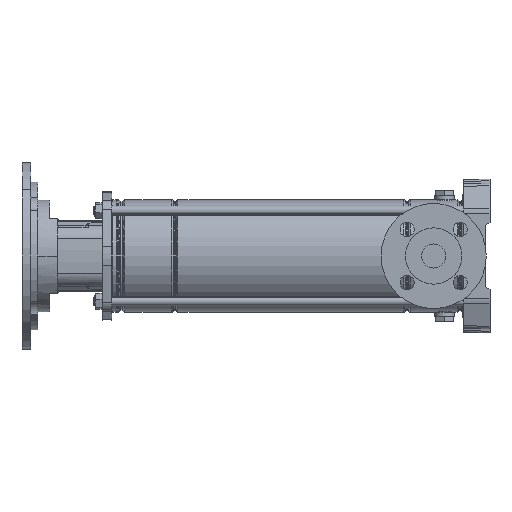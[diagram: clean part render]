
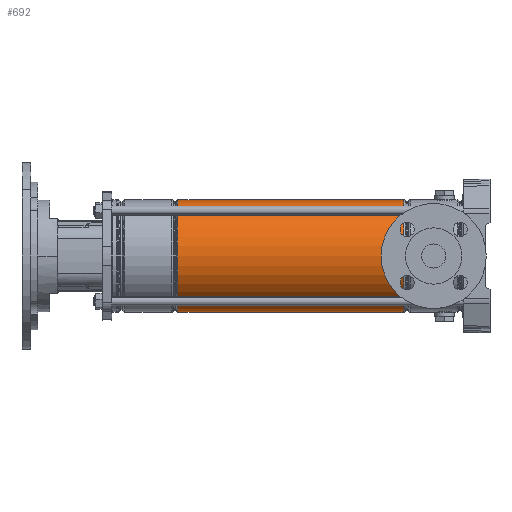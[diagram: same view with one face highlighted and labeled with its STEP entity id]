
A CAD part, left-side view. The second image highlights one B-rep face of the part: STEP entity #692.
In plain terms, the highlighted cylindrical face has radius 74.9 mm (diameter 149.8 mm), a partial arc.
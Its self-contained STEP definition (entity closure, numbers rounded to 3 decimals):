
#546 = CIRCLE ( 'NONE', #25613, 74.9 ) ;
#692 = ADVANCED_FACE ( 'NONE', ( #1986 ), #25106, .T. ) ;
#1816 = EDGE_CURVE ( 'NONE', #19005, #18832, #546, .T. ) ;
#1986 = FACE_OUTER_BOUND ( 'NONE', #27349, .T. ) ;
#2139 = DIRECTION ( 'NONE',  ( -1., 0., 0. ) ) ;
#2438 = EDGE_CURVE ( 'NONE', #28906, #16497, #12105, .T. ) ;
#2953 = AXIS2_PLACEMENT_3D ( 'NONE', #16815, #5629, #14851 ) ;
#4404 = CARTESIAN_POINT ( 'NONE',  ( 0., 0., 0. ) ) ;
#5323 = CARTESIAN_POINT ( 'NONE',  ( 74.9, 0., 87.279 ) ) ;
#5629 = DIRECTION ( 'NONE',  ( 0., 0., 1. ) ) ;
#6823 = DIRECTION ( 'NONE',  ( 0., 0., -1. ) ) ;
#6990 = ORIENTED_EDGE ( 'NONE', *, *, #15838, .F. ) ;
#7033 = DIRECTION ( 'NONE',  ( 0., 0., -1. ) ) ;
#7225 = CARTESIAN_POINT ( 'NONE',  ( -74.9, 0., 388.221 ) ) ;
#8378 = ORIENTED_EDGE ( 'NONE', *, *, #2438, .T. ) ;
#10065 = ORIENTED_EDGE ( 'NONE', *, *, #27492, .T. ) ;
#10345 = LINE ( 'NONE', #21567, #19276 ) ;
#11138 = CARTESIAN_POINT ( 'NONE',  ( 74.9, 0., 388.221 ) ) ;
#11498 = CARTESIAN_POINT ( 'NONE',  ( 74.9, 0., 0. ) ) ;
#12105 = CIRCLE ( 'NONE', #2953, 74.9 ) ;
#14613 = ORIENTED_EDGE ( 'NONE', *, *, #1816, .T. ) ;
#14851 = DIRECTION ( 'NONE',  ( 1., 0., 0. ) ) ;
#15838 = EDGE_CURVE ( 'NONE', #19005, #16497, #10345, .T. ) ;
#16497 = VERTEX_POINT ( 'NONE', #19772 ) ;
#16815 = CARTESIAN_POINT ( 'NONE',  ( 0., 0., 87.279 ) ) ;
#18511 = DIRECTION ( 'NONE',  ( 1., 0., 0. ) ) ;
#18832 = VERTEX_POINT ( 'NONE', #11138 ) ;
#19005 = VERTEX_POINT ( 'NONE', #7225 ) ;
#19276 = VECTOR ( 'NONE', #28640, 1000. ) ;
#19772 = CARTESIAN_POINT ( 'NONE',  ( -74.9, 0., 87.279 ) ) ;
#20749 = DIRECTION ( 'NONE',  ( 0., 0., -1. ) ) ;
#20962 = CARTESIAN_POINT ( 'NONE',  ( 0., 0., 388.221 ) ) ;
#21567 = CARTESIAN_POINT ( 'NONE',  ( -74.9, 0., 0. ) ) ;
#23488 = LINE ( 'NONE', #11498, #24235 ) ;
#24235 = VECTOR ( 'NONE', #20749, 1000. ) ;
#25106 = CYLINDRICAL_SURFACE ( 'NONE', #25932, 74.9 ) ;
#25613 = AXIS2_PLACEMENT_3D ( 'NONE', #20962, #7033, #18511 ) ;
#25932 = AXIS2_PLACEMENT_3D ( 'NONE', #4404, #6823, #2139 ) ;
#27349 = EDGE_LOOP ( 'NONE', ( #14613, #10065, #8378, #6990 ) ) ;
#27492 = EDGE_CURVE ( 'NONE', #18832, #28906, #23488, .T. ) ;
#28640 = DIRECTION ( 'NONE',  ( 0., 0., -1. ) ) ;
#28906 = VERTEX_POINT ( 'NONE', #5323 ) ;
